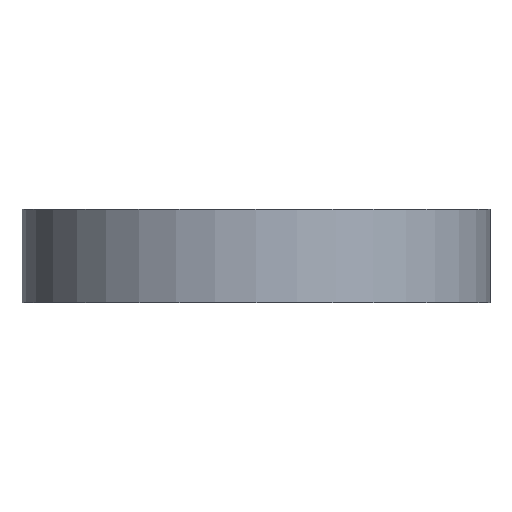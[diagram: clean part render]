
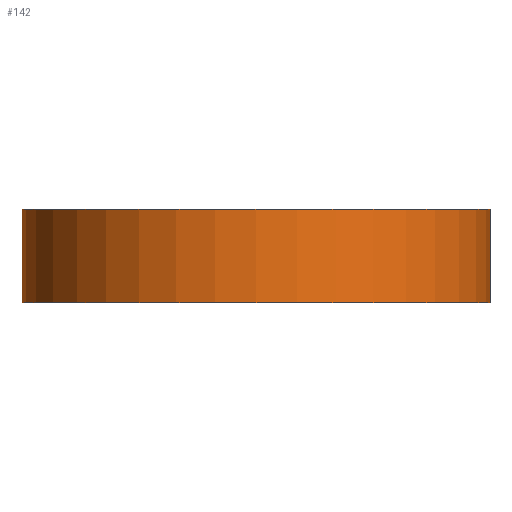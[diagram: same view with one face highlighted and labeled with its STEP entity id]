
A CAD part, front view. The second image highlights one B-rep face of the part: STEP entity #142.
In plain terms, the highlighted cylindrical face has radius 25 mm (diameter 50 mm), a full revolution.
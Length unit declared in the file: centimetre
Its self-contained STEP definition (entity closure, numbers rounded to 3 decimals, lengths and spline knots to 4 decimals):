
#106=VERTEX_POINT('',#170);
#107=VERTEX_POINT('',#172);
#110=CIRCLE('',#147,2.5);
#111=CIRCLE('',#148,2.5);
#114=EDGE_CURVE('',#106,#106,#110,.T.);
#115=EDGE_CURVE('',#107,#107,#111,.T.);
#118=ORIENTED_EDGE('',*,*,#114,.T.);
#119=ORIENTED_EDGE('',*,*,#115,.T.);
#126=EDGE_LOOP('',(#118));
#127=EDGE_LOOP('',(#119));
#134=FACE_BOUND('',#126,.T.);
#135=FACE_BOUND('',#127,.T.);
#142=ADVANCED_FACE('',(#134,#135),#180,.T.);
#146=AXIS2_PLACEMENT_3D('',#168,#154,#155);
#147=AXIS2_PLACEMENT_3D('',#169,#156,#157);
#148=AXIS2_PLACEMENT_3D('',#171,#158,#159);
#154=DIRECTION('',(0.,0.,1.));
#155=DIRECTION('',(2.5,0.,0.));
#156=DIRECTION('',(0.,0.,-1.));
#157=DIRECTION('',(2.5,0.,0.));
#158=DIRECTION('',(0.,0.,1.));
#159=DIRECTION('',(2.5,0.,0.));
#168=CARTESIAN_POINT('',(0.,0.,0.));
#169=CARTESIAN_POINT('',(0.,0.,1.));
#170=CARTESIAN_POINT('',(2.5,0.,1.));
#171=CARTESIAN_POINT('',(0.,0.,0.));
#172=CARTESIAN_POINT('',(2.5,0.,0.));
#180=CYLINDRICAL_SURFACE('',#146,2.5);
